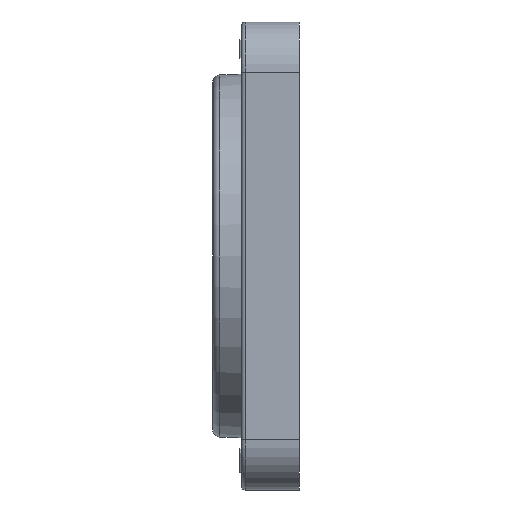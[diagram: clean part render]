
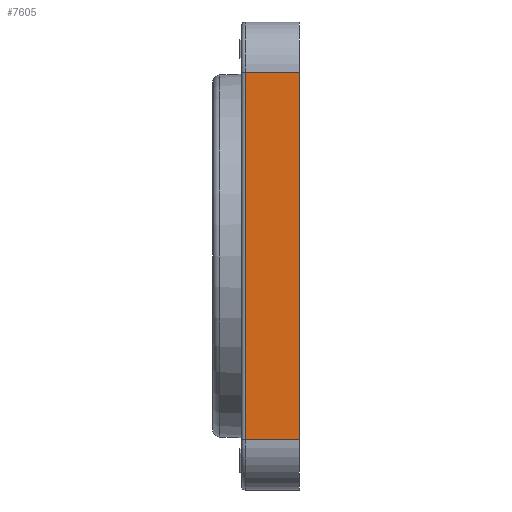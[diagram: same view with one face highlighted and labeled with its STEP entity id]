
A CAD part, left-side view. The second image highlights one B-rep face of the part: STEP entity #7605.
In plain terms, the highlighted planar face has unit normal (-1, 0, 0).
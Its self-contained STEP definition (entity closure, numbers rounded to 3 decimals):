
#88 = CARTESIAN_POINT ( 'NONE',  ( -65., 1., 51. ) ) ;
#99 = CARTESIAN_POINT ( 'NONE',  ( -65., 16., -51. ) ) ;
#251 = CARTESIAN_POINT ( 'NONE',  ( -65., 1., -51. ) ) ;
#264 = CARTESIAN_POINT ( 'NONE',  ( -65., 16., 51. ) ) ;
#2573 = FACE_OUTER_BOUND ( 'NONE', #13967, .T. ) ;
#5574 = VERTEX_POINT ( 'NONE', #88 ) ;
#5585 = VERTEX_POINT ( 'NONE', #99 ) ;
#5737 = VERTEX_POINT ( 'NONE', #251 ) ;
#5750 = VERTEX_POINT ( 'NONE', #264 ) ;
#7308 = LINE ( 'NONE', #14664, #7309 ) ;
#7309 = VECTOR ( 'NONE', #14665, 1000. ) ;
#7313 = LINE ( 'NONE', #14699, #7318 ) ;
#7318 = VECTOR ( 'NONE', #14703, 1000. ) ;
#7394 = LINE ( 'NONE', #14952, #7423 ) ;
#7399 = LINE ( 'NONE', #14950, #7415 ) ;
#7415 = VECTOR ( 'NONE', #14953, 1000. ) ;
#7423 = VECTOR ( 'NONE', #14961, 1000. ) ;
#7605 = ADVANCED_FACE ( 'NONE', ( #2573 ), #13336, .F. ) ;
#7820 = ORIENTED_EDGE ( 'NONE', *, *, #14459, .T. ) ;
#8509 = ORIENTED_EDGE ( 'NONE', *, *, #14465, .F. ) ;
#8514 = ORIENTED_EDGE ( 'NONE', *, *, #14529, .T. ) ;
#10666 = AXIS2_PLACEMENT_3D ( 'NONE', #13310, #13338, #13339 ) ;
#13310 = CARTESIAN_POINT ( 'NONE',  ( -65., 17., -51. ) ) ;
#13336 = PLANE ( 'NONE',  #10666 ) ;
#13338 = DIRECTION ( 'NONE',  ( 1., 0., 0. ) ) ;
#13339 = DIRECTION ( 'NONE',  ( 0., 0., -1. ) ) ;
#13967 = EDGE_LOOP ( 'NONE', ( #7820, #14403, #8509, #8514 ) ) ;
#14403 = ORIENTED_EDGE ( 'NONE', *, *, #14533, .T. ) ;
#14459 = EDGE_CURVE ( 'NONE', #5585, #5737, #7308, .T. ) ;
#14465 = EDGE_CURVE ( 'NONE', #5750, #5574, #7313, .T. ) ;
#14529 = EDGE_CURVE ( 'NONE', #5750, #5585, #7399, .T. ) ;
#14533 = EDGE_CURVE ( 'NONE', #5737, #5574, #7394, .T. ) ;
#14664 = CARTESIAN_POINT ( 'NONE',  ( -65., 17., -51. ) ) ;
#14665 = DIRECTION ( 'NONE',  ( 0., -1., 0. ) ) ;
#14699 = CARTESIAN_POINT ( 'NONE',  ( -65., 17., 51. ) ) ;
#14703 = DIRECTION ( 'NONE',  ( 0., -1., 0. ) ) ;
#14950 = CARTESIAN_POINT ( 'NONE',  ( -65., 16., -51. ) ) ;
#14952 = CARTESIAN_POINT ( 'NONE',  ( -65., 1., -51. ) ) ;
#14953 = DIRECTION ( 'NONE',  ( 0., 0., -1. ) ) ;
#14961 = DIRECTION ( 'NONE',  ( 0., 0., 1. ) ) ;
